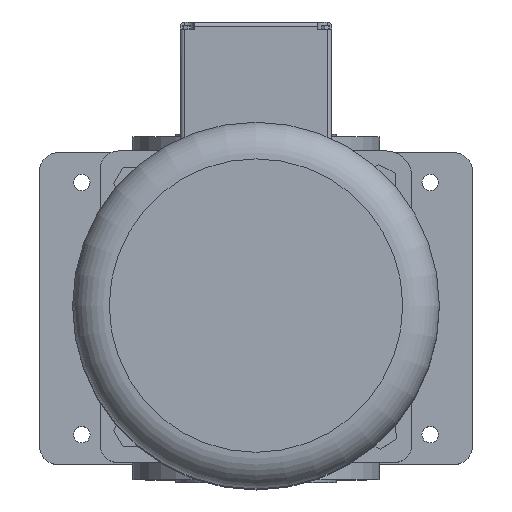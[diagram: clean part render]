
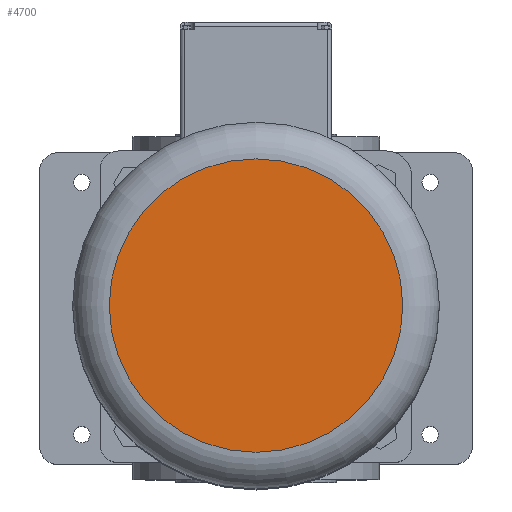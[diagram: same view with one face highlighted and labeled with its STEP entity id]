
A CAD part, top view. The second image highlights one B-rep face of the part: STEP entity #4700.
In plain terms, the highlighted planar face has unit normal (0, 0, 1).
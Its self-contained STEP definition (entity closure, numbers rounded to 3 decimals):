
#4700=ADVANCED_FACE('',(#8692),#8694,.T.);
#8692=FACE_BOUND('',#8693,.T.);
#8693=EDGE_LOOP('',(#11456));
#8694=PLANE('',#8695);
#8695=AXIS2_PLACEMENT_3D('',#8696,#8697,#8698);
#8696=CARTESIAN_POINT('',(0.,0.,1970.));
#8697=DIRECTION('',(0.,0.,1.));
#8698=DIRECTION('',(0.,1.,0.));
#11456=ORIENTED_EDGE('',*,*,#12874,.F.);
#12874=EDGE_CURVE('',#15282,#15282,#15283,.T.);
#15282=VERTEX_POINT('',#23335);
#15283=CIRCLE('',#23336,160.);
#23335=CARTESIAN_POINT('',(0.,160.,1970.));
#23336=AXIS2_PLACEMENT_3D('',#23337,#23338,#23339);
#23337=CARTESIAN_POINT('',(0.,0.,1970.));
#23338=DIRECTION('',(0.,0.,-1.));
#23339=DIRECTION('',(0.,1.,0.));
